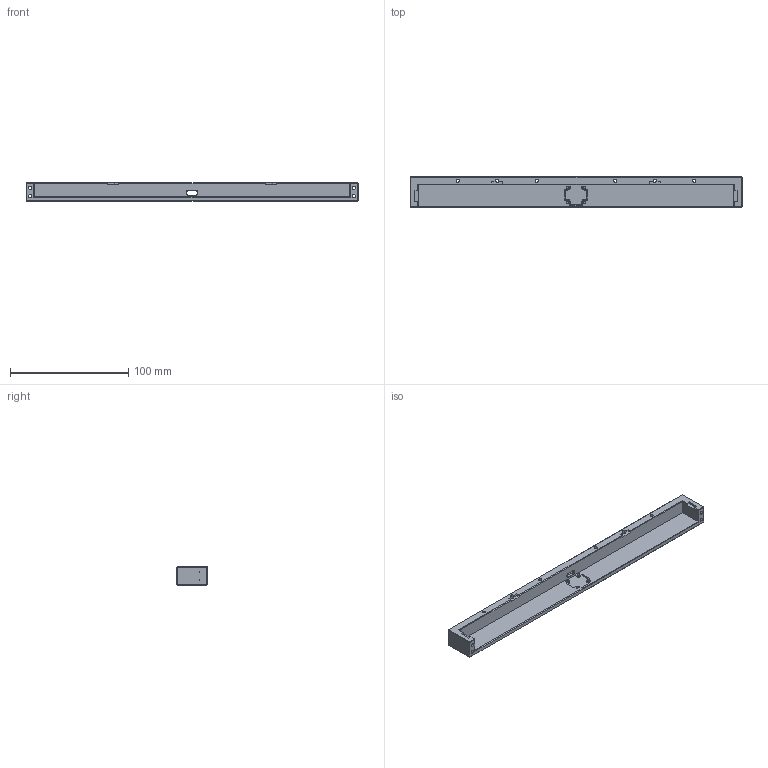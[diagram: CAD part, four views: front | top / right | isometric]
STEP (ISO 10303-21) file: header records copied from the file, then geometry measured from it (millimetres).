
FILE_DESCRIPTION(/* description */ (''),/* implementation_level */ '2;1');
FILE_NAME(/* name */ 'TopBottom.step',/* time_stamp */ '2023-06-02T12:08:13+03:00',/* author */ (''),/* organization */ (''),/* preprocessor_version */ 'ST-DEVELOPER v19.2',/* originating_system */ 'Autodesk Translation Framework v12.4.0.73',/* authorisation */ '');
FILE_SCHEMA (('AUTOMOTIVE_DESIGN { 1 0 10303 214 3 1 1 }'));
Length unit declared in the file: millimetre
Products named in the file (1): TopBottom
Bounding box: 281.1 x 26.15 x 16 mm (x, y, z)
Volume: 52389.3 mm3; surface area: 27209.7 mm2
Topology: 1 solids, 1 shells, 200 faces, 456 edges, 275 vertices
Faces by surface type: plane 125, cylinder 44, cone 31
Full cylindrical faces by diameter (mm): 2 x4, 2.5 x2, 2.7 x10, 5 x10, 8.2 x2
Entity records: 5589 total; most frequent: DIRECTION 979, CARTESIAN_POINT 932, ORIENTED_EDGE 912, EDGE_CURVE 456, LINE 335, VECTOR 335, AXIS2_PLACEMENT_3D 322, VERTEX_POINT 275
